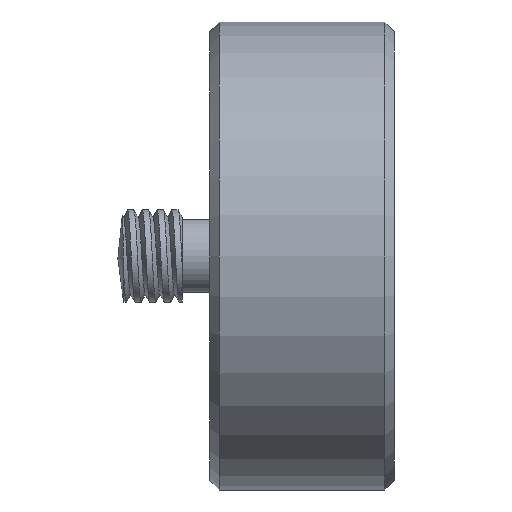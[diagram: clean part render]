
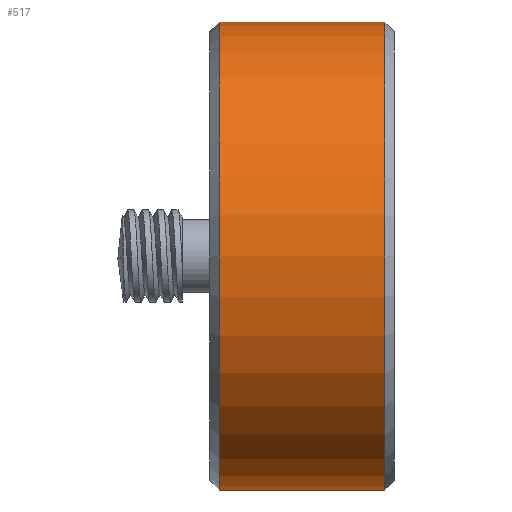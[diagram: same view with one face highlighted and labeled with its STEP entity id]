
A CAD part, left-side view. The second image highlights one B-rep face of the part: STEP entity #517.
In plain terms, the highlighted cylindrical face has radius 12.7 mm (diameter 25.4 mm), a full revolution.
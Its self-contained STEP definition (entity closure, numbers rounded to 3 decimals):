
#55=FACE_OUTER_BOUND('',#84,.T.);
#84=EDGE_LOOP('',(#412,#413,#414,#415,#416,#417,#418,#419,#420));
#123=CIRCLE('',#576,12.7);
#124=CIRCLE('',#577,12.7);
#132=CIRCLE('',#589,12.7);
#133=CIRCLE('',#590,12.7);
#134=CIRCLE('',#591,12.7);
#150=B_SPLINE_CURVE_WITH_KNOTS('',3,(#1050,#1051,#1052,#1053,#1054,#1055,
#1056,#1057,#1058,#1059,#1060,#1061,#1062,#1063,#1064,#1065,#1066,#1067,
#1068,#1069,#1070,#1071,#1072,#1073,#1074,#1075),.UNSPECIFIED.,.F.,.F.,
(4,2,2,2,2,2,2,2,2,2,2,2,4),(1.208,1.283,1.359,
1.434,1.509,1.585,1.66,1.736,
1.811,1.887,1.962,2.038,2.052),
 .UNSPECIFIED.);
#152=B_SPLINE_CURVE_WITH_KNOTS('',3,(#1083,#1084,#1085,#1086,#1087,#1088,
#1089,#1090,#1091,#1092),.UNSPECIFIED.,.F.,.F.,(4,2,2,2,4),(0.967,
0.981,1.057,1.132,1.208),
 .UNSPECIFIED.);
#174=LINE('',#1241,#194);
#194=VECTOR('',#721,12.7);
#214=VERTEX_POINT('',#1048);
#215=VERTEX_POINT('',#1049);
#216=VERTEX_POINT('',#1076);
#234=VERTEX_POINT('',#1138);
#235=VERTEX_POINT('',#1139);
#245=VERTEX_POINT('',#1236);
#246=VERTEX_POINT('',#1238);
#275=EDGE_CURVE('',#214,#215,#150,.F.);
#277=EDGE_CURVE('',#215,#216,#152,.F.);
#299=EDGE_CURVE('',#234,#235,#123,.T.);
#300=EDGE_CURVE('',#235,#234,#124,.T.);
#314=EDGE_CURVE('',#214,#245,#132,.T.);
#315=EDGE_CURVE('',#246,#216,#133,.T.);
#316=EDGE_CURVE('',#245,#246,#134,.T.);
#317=EDGE_CURVE('',#245,#235,#174,.T.);
#412=ORIENTED_EDGE('',*,*,#314,.F.);
#413=ORIENTED_EDGE('',*,*,#275,.T.);
#414=ORIENTED_EDGE('',*,*,#277,.T.);
#415=ORIENTED_EDGE('',*,*,#315,.F.);
#416=ORIENTED_EDGE('',*,*,#316,.F.);
#417=ORIENTED_EDGE('',*,*,#317,.T.);
#418=ORIENTED_EDGE('',*,*,#300,.T.);
#419=ORIENTED_EDGE('',*,*,#299,.T.);
#420=ORIENTED_EDGE('',*,*,#317,.F.);
#499=CYLINDRICAL_SURFACE('',#588,12.7);
#517=ADVANCED_FACE('',(#55),#499,.T.);
#576=AXIS2_PLACEMENT_3D('',#1140,#687,#688);
#577=AXIS2_PLACEMENT_3D('',#1141,#689,#690);
#588=AXIS2_PLACEMENT_3D('',#1235,#713,#714);
#589=AXIS2_PLACEMENT_3D('',#1237,#715,#716);
#590=AXIS2_PLACEMENT_3D('',#1239,#717,#718);
#591=AXIS2_PLACEMENT_3D('',#1240,#719,#720);
#687=DIRECTION('center_axis',(0.,-1.,0.));
#688=DIRECTION('ref_axis',(0.,0.,-1.));
#689=DIRECTION('center_axis',(0.,-1.,0.));
#690=DIRECTION('ref_axis',(0.,0.,-1.));
#713=DIRECTION('center_axis',(0.,-1.,0.));
#714=DIRECTION('ref_axis',(0.,0.,-1.));
#715=DIRECTION('center_axis',(0.,-1.,0.));
#716=DIRECTION('ref_axis',(0.,0.,-1.));
#717=DIRECTION('center_axis',(0.,-1.,0.));
#718=DIRECTION('ref_axis',(0.,0.,-1.));
#719=DIRECTION('center_axis',(0.,-1.,0.));
#720=DIRECTION('ref_axis',(0.,0.,-1.));
#721=DIRECTION('',(0.,1.,0.));
#1048=CARTESIAN_POINT('',(12.685,0.5,0.624));
#1049=CARTESIAN_POINT('',(12.542,2.4,-2.));
#1050=CARTESIAN_POINT('Ctrl Pts',(12.542,2.4,-2.));
#1051=CARTESIAN_POINT('Ctrl Pts',(12.542,2.652,-2.));
#1052=CARTESIAN_POINT('Ctrl Pts',(12.55,2.92,-1.95));
#1053=CARTESIAN_POINT('Ctrl Pts',(12.58,3.412,-1.745));
#1054=CARTESIAN_POINT('Ctrl Pts',(12.601,3.637,-1.592));
#1055=CARTESIAN_POINT('Ctrl Pts',(12.641,3.992,-1.237));
#1056=CARTESIAN_POINT('Ctrl Pts',(12.662,4.145,-1.012));
#1057=CARTESIAN_POINT('Ctrl Pts',(12.692,4.35,-0.52));
#1058=CARTESIAN_POINT('Ctrl Pts',(12.7,4.4,-0.252));
#1059=CARTESIAN_POINT('Ctrl Pts',(12.7,4.4,0.252));
#1060=CARTESIAN_POINT('Ctrl Pts',(12.692,4.35,0.52));
#1061=CARTESIAN_POINT('Ctrl Pts',(12.662,4.145,1.012));
#1062=CARTESIAN_POINT('Ctrl Pts',(12.641,3.992,1.237));
#1063=CARTESIAN_POINT('Ctrl Pts',(12.601,3.637,1.592));
#1064=CARTESIAN_POINT('Ctrl Pts',(12.58,3.412,1.745));
#1065=CARTESIAN_POINT('Ctrl Pts',(12.55,2.92,1.95));
#1066=CARTESIAN_POINT('Ctrl Pts',(12.542,2.652,2.));
#1067=CARTESIAN_POINT('Ctrl Pts',(12.542,2.148,2.));
#1068=CARTESIAN_POINT('Ctrl Pts',(12.55,1.88,1.95));
#1069=CARTESIAN_POINT('Ctrl Pts',(12.58,1.388,1.745));
#1070=CARTESIAN_POINT('Ctrl Pts',(12.601,1.163,1.592));
#1071=CARTESIAN_POINT('Ctrl Pts',(12.641,0.808,1.237));
#1072=CARTESIAN_POINT('Ctrl Pts',(12.662,0.655,1.012));
#1073=CARTESIAN_POINT('Ctrl Pts',(12.68,0.533,0.719));
#1074=CARTESIAN_POINT('Ctrl Pts',(12.682,0.516,0.672));
#1075=CARTESIAN_POINT('Ctrl Pts',(12.685,0.5,0.624));
#1076=CARTESIAN_POINT('',(12.685,0.5,-0.624));
#1083=CARTESIAN_POINT('Ctrl Pts',(12.685,0.5,-0.624));
#1084=CARTESIAN_POINT('Ctrl Pts',(12.682,0.516,-0.672));
#1085=CARTESIAN_POINT('Ctrl Pts',(12.68,0.533,-0.719));
#1086=CARTESIAN_POINT('Ctrl Pts',(12.662,0.655,-1.012));
#1087=CARTESIAN_POINT('Ctrl Pts',(12.641,0.808,-1.237));
#1088=CARTESIAN_POINT('Ctrl Pts',(12.601,1.163,-1.592));
#1089=CARTESIAN_POINT('Ctrl Pts',(12.58,1.388,-1.745));
#1090=CARTESIAN_POINT('Ctrl Pts',(12.55,1.88,-1.95));
#1091=CARTESIAN_POINT('Ctrl Pts',(12.542,2.148,-2.));
#1092=CARTESIAN_POINT('Ctrl Pts',(12.542,2.4,-2.));
#1138=CARTESIAN_POINT('',(0.,9.5,-12.7));
#1139=CARTESIAN_POINT('',(0.,9.5,12.7));
#1140=CARTESIAN_POINT('Origin',(0.,9.5,0.));
#1141=CARTESIAN_POINT('Origin',(0.,9.5,0.));
#1235=CARTESIAN_POINT('Origin',(0.,0.5,0.));
#1236=CARTESIAN_POINT('',(0.,0.5,12.7));
#1237=CARTESIAN_POINT('Origin',(0.,0.5,0.));
#1238=CARTESIAN_POINT('',(0.,0.5,-12.7));
#1239=CARTESIAN_POINT('Origin',(0.,0.5,0.));
#1240=CARTESIAN_POINT('Origin',(0.,0.5,0.));
#1241=CARTESIAN_POINT('',(0.,0.5,12.7));
